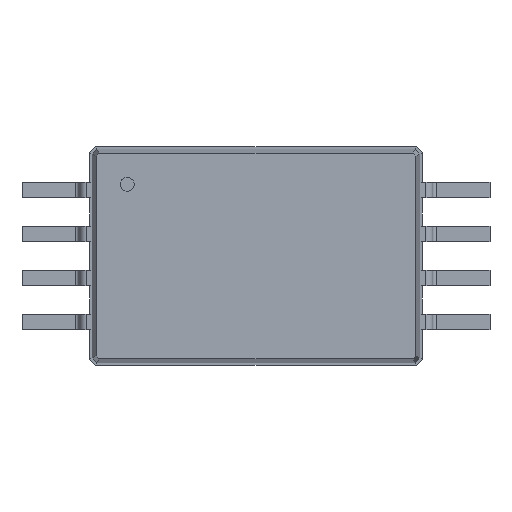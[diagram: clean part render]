
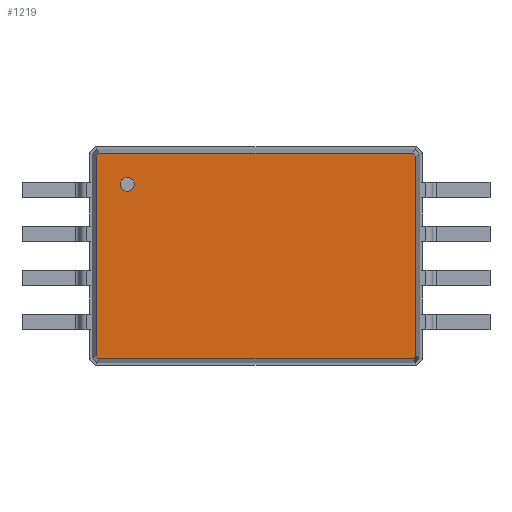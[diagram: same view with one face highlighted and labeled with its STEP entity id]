
A CAD part, top view. The second image highlights one B-rep face of the part: STEP entity #1219.
In plain terms, the highlighted planar face has unit normal (0, 0, 1).
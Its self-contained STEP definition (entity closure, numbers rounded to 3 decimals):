
#27=VECTOR('',#28,1.);
#28=DIRECTION('',(0.,-1.,0.));
#36=DIRECTION('',(0.,1.,0.));
#58=VECTOR('',#59,1.);
#59=DIRECTION('',(1.,0.,0.));
#83=DIRECTION('',(0.,0.,-1.));
#130=VECTOR('',#131,1.);
#131=DIRECTION('',(-1.,0.,0.));
#388=VECTOR('',#389,1.);
#389=DIRECTION('',(0.707,-0.707,0.));
#395=VECTOR('',#396,1.);
#396=DIRECTION('',(-0.707,-0.707,0.));
#407=VECTOR('',#408,1.);
#408=DIRECTION('',(-0.707,0.707,0.));
#414=VECTOR('',#36,1.);
#418=VECTOR('',#419,1.);
#419=DIRECTION('',(0.707,0.707,0.));
#627=VERTEX_POINT('',#628);
#628=CARTESIAN_POINT('',(4.614,-2.882,1.6));
#631=EDGE_CURVE('',#632,#627,#634,.T.);
#632=VERTEX_POINT('',#633);
#633=CARTESIAN_POINT('',(4.614,2.882,1.6));
#634=LINE('',#633,#27);
#1211=EDGE_CURVE('',#1212,#632,#1214,.T.);
#1212=VERTEX_POINT('',#1213);
#1213=CARTESIAN_POINT('',(4.532,2.964,1.6));
#1214=LINE('',#1213,#388);
#1219=ADVANCED_FACE('',(#1220,#1252),#1263,.F.);
#1220=FACE_BOUND('',#1221,.F.);
#1221=EDGE_LOOP('',(#1222,#1227,#1228,#1229,#1234,#1239,#1244,#1249));
#1222=ORIENTED_EDGE('',*,*,#1223,.T.);
#1223=EDGE_CURVE('',#1224,#1212,#1226,.T.);
#1224=VERTEX_POINT('',#1225);
#1225=CARTESIAN_POINT('',(-4.532,2.964,1.6));
#1226=LINE('',#1225,#58);
#1227=ORIENTED_EDGE('',*,*,#1211,.T.);
#1228=ORIENTED_EDGE('',*,*,#631,.T.);
#1229=ORIENTED_EDGE('',*,*,#1230,.T.);
#1230=EDGE_CURVE('',#627,#1231,#1233,.T.);
#1231=VERTEX_POINT('',#1232);
#1232=CARTESIAN_POINT('',(4.532,-2.964,1.6));
#1233=LINE('',#628,#395);
#1234=ORIENTED_EDGE('',*,*,#1235,.T.);
#1235=EDGE_CURVE('',#1231,#1236,#1238,.T.);
#1236=VERTEX_POINT('',#1237);
#1237=CARTESIAN_POINT('',(-4.532,-2.964,1.6));
#1238=LINE('',#1232,#130);
#1239=ORIENTED_EDGE('',*,*,#1240,.T.);
#1240=EDGE_CURVE('',#1236,#1241,#1243,.T.);
#1241=VERTEX_POINT('',#1242);
#1242=CARTESIAN_POINT('',(-4.614,-2.882,1.6));
#1243=LINE('',#1237,#407);
#1244=ORIENTED_EDGE('',*,*,#1245,.T.);
#1245=EDGE_CURVE('',#1241,#1246,#1248,.T.);
#1246=VERTEX_POINT('',#1247);
#1247=CARTESIAN_POINT('',(-4.614,2.882,1.6));
#1248=LINE('',#1242,#414);
#1249=ORIENTED_EDGE('',*,*,#1250,.T.);
#1250=EDGE_CURVE('',#1246,#1224,#1251,.T.);
#1251=LINE('',#1247,#418);
#1252=FACE_BOUND('',#1253,.F.);
#1253=EDGE_LOOP('',(#1254));
#1254=ORIENTED_EDGE('',*,*,#1255,.T.);
#1255=EDGE_CURVE('',#1256,#1256,#1258,.T.);
#1256=VERTEX_POINT('',#1257);
#1257=CARTESIAN_POINT('',(-3.714,1.864,1.6));
#1258=CIRCLE('',#1259,0.2);
#1259=AXIS2_PLACEMENT_3D('',#1260,#1261,#1262);
#1260=CARTESIAN_POINT('',(-3.714,2.064,1.6));
#1261=DIRECTION('',(0.,0.,1.));
#1262=DIRECTION('',(0.,-1.,0.));
#1263=PLANE('',#1264);
#1264=AXIS2_PLACEMENT_3D('',#1225,#83,#1265);
#1265=DIRECTION('',(0.843,-0.539,0.));
